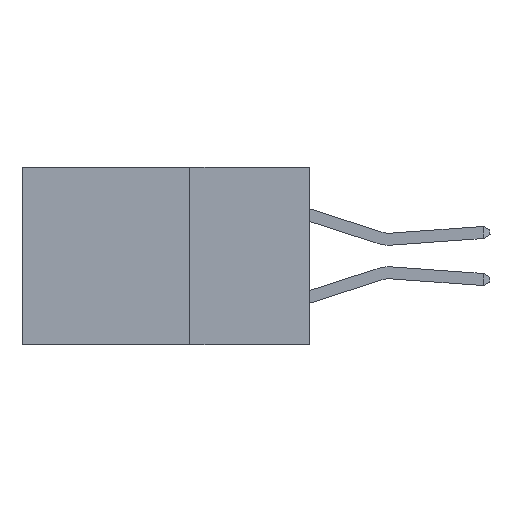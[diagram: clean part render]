
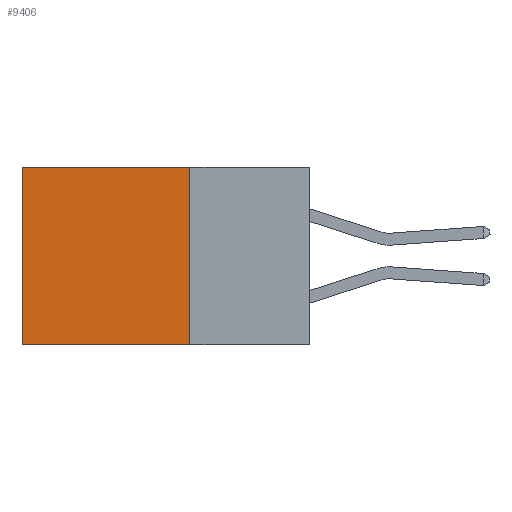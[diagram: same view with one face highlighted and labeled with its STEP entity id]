
A CAD part, left-side view. The second image highlights one B-rep face of the part: STEP entity #9406.
In plain terms, the highlighted planar face has unit normal (-1, 0, 0).
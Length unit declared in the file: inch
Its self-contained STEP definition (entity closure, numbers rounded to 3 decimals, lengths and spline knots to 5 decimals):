
#61 = EDGE_CURVE ( 'NONE', #13502, #2366, #8116, .T. ) ;
#644 = CARTESIAN_POINT ( 'NONE',  ( 0.2615, 0.25, 0. ) ) ;
#1531 = AXIS2_PLACEMENT_3D ( 'NONE', #12203, #12176, #12021 ) ;
#1980 = VECTOR ( 'NONE', #4996, 39.37008 ) ;
#2166 = DIRECTION ( 'NONE',  ( 0., 1., 0. ) ) ;
#2329 = CARTESIAN_POINT ( 'NONE',  ( 0.2615, 0.25, -0.37 ) ) ;
#2366 = VERTEX_POINT ( 'NONE', #2329 ) ;
#2698 = CARTESIAN_POINT ( 'NONE',  ( 0.2615, 0.6, -0.37 ) ) ;
#2828 = FACE_OUTER_BOUND ( 'NONE', #4269, .T. ) ;
#3041 = EDGE_CURVE ( 'NONE', #13502, #7868, #7323, .T. ) ;
#3542 = LINE ( 'NONE', #11620, #3896 ) ;
#3577 = ORIENTED_EDGE ( 'NONE', *, *, #7811, .T. ) ;
#3896 = VECTOR ( 'NONE', #11557, 39.37008 ) ;
#4116 = VECTOR ( 'NONE', #2166, 39.37008 ) ;
#4269 = EDGE_LOOP ( 'NONE', ( #3577, #5442, #8745, #5249 ) ) ;
#4996 = DIRECTION ( 'NONE',  ( 0., 0., -1. ) ) ;
#5249 = ORIENTED_EDGE ( 'NONE', *, *, #3041, .T. ) ;
#5384 = LINE ( 'NONE', #11905, #13415 ) ;
#5442 = ORIENTED_EDGE ( 'NONE', *, *, #8754, .F. ) ;
#6361 = CARTESIAN_POINT ( 'NONE',  ( 0.2615, 0.25, 0. ) ) ;
#7323 = LINE ( 'NONE', #644, #4116 ) ;
#7811 = EDGE_CURVE ( 'NONE', #7868, #9575, #3542, .T. ) ;
#7868 = VERTEX_POINT ( 'NONE', #10740 ) ;
#8116 = LINE ( 'NONE', #13648, #1980 ) ;
#8745 = ORIENTED_EDGE ( 'NONE', *, *, #61, .F. ) ;
#8754 = EDGE_CURVE ( 'NONE', #2366, #9575, #5384, .T. ) ;
#9406 = ADVANCED_FACE ( 'NONE', ( #2828 ), #13282, .F. ) ;
#9575 = VERTEX_POINT ( 'NONE', #2698 ) ;
#10740 = CARTESIAN_POINT ( 'NONE',  ( 0.2615, 0.6, 0. ) ) ;
#11557 = DIRECTION ( 'NONE',  ( 0., 0., -1. ) ) ;
#11620 = CARTESIAN_POINT ( 'NONE',  ( 0.2615, 0.6, -0.37 ) ) ;
#11905 = CARTESIAN_POINT ( 'NONE',  ( 0.2615, 0.25, -0.37 ) ) ;
#12021 = DIRECTION ( 'NONE',  ( 0., 0., -1. ) ) ;
#12050 = DIRECTION ( 'NONE',  ( 0., 1., 0. ) ) ;
#12176 = DIRECTION ( 'NONE',  ( 1., 0., 0. ) ) ;
#12203 = CARTESIAN_POINT ( 'NONE',  ( 0.2615, 0.25, -0.37 ) ) ;
#13282 = PLANE ( 'NONE',  #1531 ) ;
#13415 = VECTOR ( 'NONE', #12050, 39.37008 ) ;
#13502 = VERTEX_POINT ( 'NONE', #6361 ) ;
#13648 = CARTESIAN_POINT ( 'NONE',  ( 0.2615, 0.25, -0.37 ) ) ;
